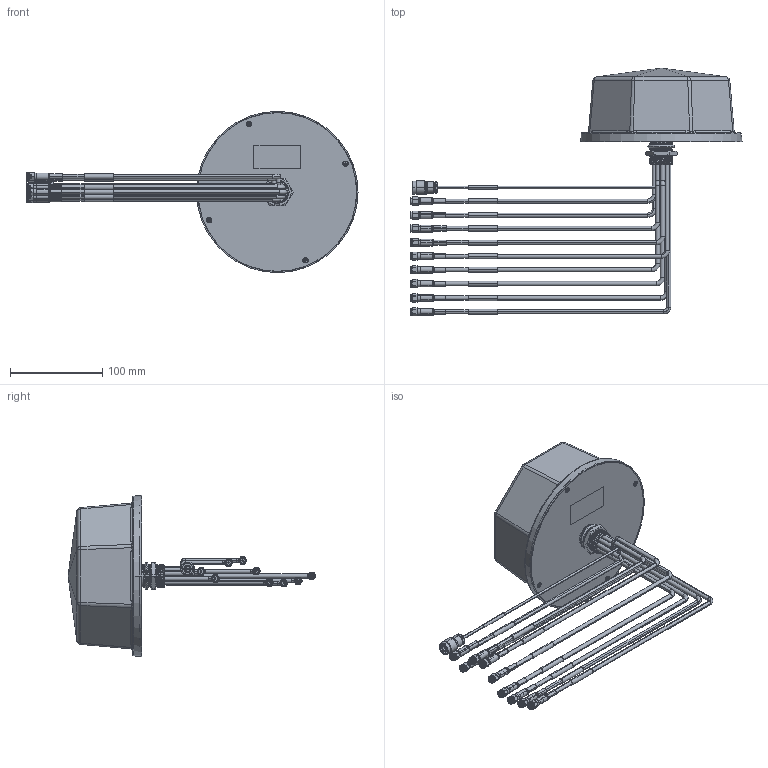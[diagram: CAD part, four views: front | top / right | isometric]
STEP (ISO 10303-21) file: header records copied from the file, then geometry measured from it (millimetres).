
FILE_DESCRIPTION (( 'STEP AP214' ), '1' );
FILE_NAME ('FMANOM1128_3D.step', '2023-08-04T22:50:08', ( '' ), ( '' ), 'SwSTEP 2.0', 'SolidWorks 2022', '' );
FILE_SCHEMA (( 'AUTOMOTIVE_DESIGN' ));
Length unit declared in the file: inch
Products named in the file (14): CB441YD_01^FMANOM1128; CB451YD_01^FMANOM1128; O-29X3^FMANOM1128; PE4215_CELLULAR^FMANOM1128_默认; PE4215-MA2^PE4215_CELLULAR_FMANOM1128; PE4303^FMANOM1128; LUOMU_M25^FMANOM1128; PE4215-MA0^PE4215_CELLULAR_FMANOM1128; FMANOM1128_3D; CB451YD_02^FMANOM1128; PE4769_WI-FI^FMANOM1128; DIANLAN-451^FMANOM1128; KA3X10^FMANOM1128; PE4215-MA1^PE4215_CELLULAR_FMANOM1128
Assembly tree (23 placements, depth 3):
  FMANOM1128_3D
    CB441YD_01^FMANOM1128
    CB451YD_01^FMANOM1128
    CB451YD_02^FMANOM1128
    KA3X10^FMANOM1128  x4
    DIANLAN-451^FMANOM1128
    O-29X3^FMANOM1128
    LUOMU_M25^FMANOM1128
    PE4303^FMANOM1128
    PE4215_CELLULAR^FMANOM1128_默认  x4
      PE4215-MA0^PE4215_CELLULAR_FMANOM1128
      PE4215-MA1^PE4215_CELLULAR_FMANOM1128
      PE4215-MA2^PE4215_CELLULAR_FMANOM1128
    PE4769_WI-FI^FMANOM1128  x5
Bounding box: 360.05 x 268.79 x 175 mm (x, y, z)
Volume: 249472.5 mm3; surface area: 247606.4 mm2
Topology: 42 solids, 46 shells, 7302 faces, 15490 edges, 8366 vertices
Faces by surface type: bspline 4361, cylinder 1633, plane 728, cone 430, torus 142, sphere 8
Entity records: 96292 total; most frequent: CARTESIAN_POINT 58776, ORIENTED_EDGE 9684, EDGE_CURVE 4842, DIRECTION 4735, VERTEX_POINT 2687, EDGE_LOOP 2329, ADVANCED_FACE 2253, FACE_OUTER_BOUND 2253
